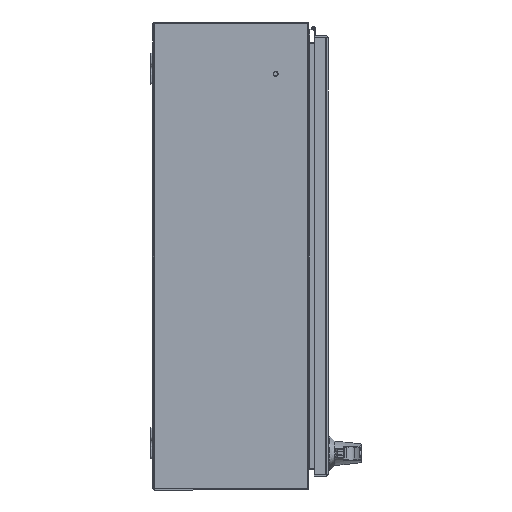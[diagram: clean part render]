
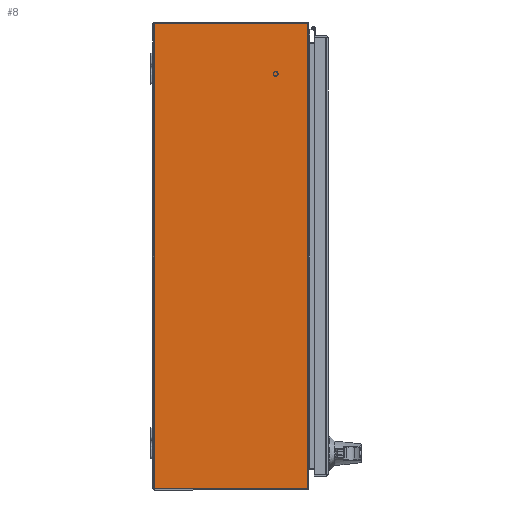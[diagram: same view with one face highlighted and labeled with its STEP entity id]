
A CAD part, front view. The second image highlights one B-rep face of the part: STEP entity #8.
In plain terms, the highlighted face is planar.
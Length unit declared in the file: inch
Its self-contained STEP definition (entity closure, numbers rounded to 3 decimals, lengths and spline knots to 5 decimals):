
#8 = ADVANCED_FACE ( 'NONE', ( #23573 ), #14972, .F. ) ;
#2794 = EDGE_LOOP ( 'NONE', ( #40666, #67718, #52922, #48543, #83389, #25244 ) ) ;
#4145 = DIRECTION ( 'NONE',  ( 0., -1., 0. ) ) ;
#5228 = CARTESIAN_POINT ( 'NONE',  ( 14.92789, 0., -21. ) ) ;
#6994 = VECTOR ( 'NONE', #14208, 39.37008 ) ;
#8669 = VERTEX_POINT ( 'NONE', #26306 ) ;
#14208 = DIRECTION ( 'NONE',  ( 0., 1., 0. ) ) ;
#14972 = PLANE ( 'NONE',  #92831 ) ;
#15342 = EDGE_CURVE ( 'NONE', #103791, #107124, #61804, .T. ) ;
#17065 = VECTOR ( 'NONE', #92277, 39.37008 ) ;
#17978 = DIRECTION ( 'NONE',  ( 0., 0., 1. ) ) ;
#18261 = EDGE_CURVE ( 'NONE', #19556, #77017, #97994, .T. ) ;
#19428 = DIRECTION ( 'NONE',  ( -1., 0., 0. ) ) ;
#19556 = VERTEX_POINT ( 'NONE', #68135 ) ;
#23573 = FACE_OUTER_BOUND ( 'NONE', #2794, .T. ) ;
#23631 = EDGE_CURVE ( 'NONE', #77017, #8669, #112534, .T. ) ;
#25244 = ORIENTED_EDGE ( 'NONE', *, *, #18261, .F. ) ;
#26306 = CARTESIAN_POINT ( 'NONE',  ( -14.92789, -0.108, -21. ) ) ;
#29245 = CARTESIAN_POINT ( 'NONE',  ( 14.892, -0.108, -21. ) ) ;
#40666 = ORIENTED_EDGE ( 'NONE', *, *, #81998, .F. ) ;
#41170 = CARTESIAN_POINT ( 'NONE',  ( -14.92789, -9.85858, -21. ) ) ;
#43923 = DIRECTION ( 'NONE',  ( 0., 0., 1. ) ) ;
#47169 = CARTESIAN_POINT ( 'NONE',  ( 14.92789, -0.108, -21. ) ) ;
#48543 = ORIENTED_EDGE ( 'NONE', *, *, #77082, .F. ) ;
#51066 = VECTOR ( 'NONE', #19428, 39.37008 ) ;
#51943 = CIRCLE ( 'NONE', #74016, 0.1 ) ;
#52922 = ORIENTED_EDGE ( 'NONE', *, *, #15342, .F. ) ;
#60148 = EDGE_CURVE ( 'NONE', #107124, #72514, #70300, .T. ) ;
#61560 = CARTESIAN_POINT ( 'NONE',  ( -14.82789, -9.85858, -21. ) ) ;
#61804 = CIRCLE ( 'NONE', #62847, 0.1 ) ;
#62847 = AXIS2_PLACEMENT_3D ( 'NONE', #61560, #43923, #113509 ) ;
#65295 = CARTESIAN_POINT ( 'NONE',  ( -104.406, -9.892, -21. ) ) ;
#67718 = ORIENTED_EDGE ( 'NONE', *, *, #60148, .F. ) ;
#68135 = CARTESIAN_POINT ( 'NONE',  ( 14.92789, -9.85858, -21. ) ) ;
#68195 = DIRECTION ( 'NONE',  ( 1., 0., 0. ) ) ;
#70300 = LINE ( 'NONE', #65295, #17065 ) ;
#71235 = CARTESIAN_POINT ( 'NONE',  ( 14.82789, -9.85858, -21. ) ) ;
#72377 = DIRECTION ( 'NONE',  ( 1., 0., 0. ) ) ;
#72514 = VERTEX_POINT ( 'NONE', #74565 ) ;
#74016 = AXIS2_PLACEMENT_3D ( 'NONE', #71235, #17978, #72377 ) ;
#74565 = CARTESIAN_POINT ( 'NONE',  ( 14.92214, -9.892, -21. ) ) ;
#77017 = VERTEX_POINT ( 'NONE', #47169 ) ;
#77082 = EDGE_CURVE ( 'NONE', #8669, #103791, #115643, .T. ) ;
#81998 = EDGE_CURVE ( 'NONE', #72514, #19556, #51943, .T. ) ;
#83389 = ORIENTED_EDGE ( 'NONE', *, *, #23631, .F. ) ;
#92277 = DIRECTION ( 'NONE',  ( 1., 0., 0. ) ) ;
#92831 = AXIS2_PLACEMENT_3D ( 'NONE', #105307, #114293, #68195 ) ;
#97994 = LINE ( 'NONE', #5228, #6994 ) ;
#100066 = CARTESIAN_POINT ( 'NONE',  ( -14.92214, -9.892, -21. ) ) ;
#101913 = CARTESIAN_POINT ( 'NONE',  ( -14.92789, 0., -21. ) ) ;
#103084 = VECTOR ( 'NONE', #4145, 39.37008 ) ;
#103791 = VERTEX_POINT ( 'NONE', #41170 ) ;
#105307 = CARTESIAN_POINT ( 'NONE',  ( -104.406, 0., -21. ) ) ;
#107124 = VERTEX_POINT ( 'NONE', #100066 ) ;
#112534 = LINE ( 'NONE', #29245, #51066 ) ;
#113509 = DIRECTION ( 'NONE',  ( -1., 0., 0. ) ) ;
#114293 = DIRECTION ( 'NONE',  ( 0., 0., 1. ) ) ;
#115643 = LINE ( 'NONE', #101913, #103084 ) ;
